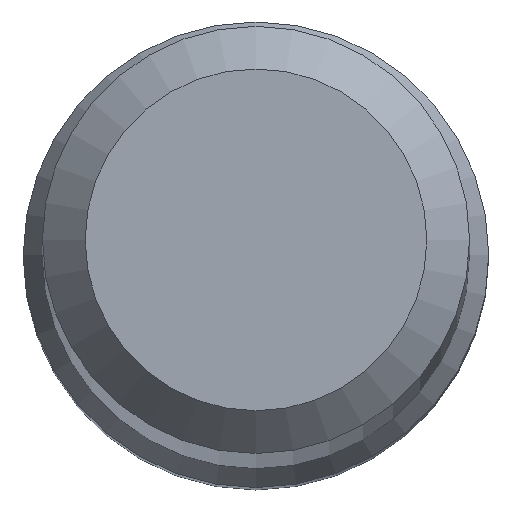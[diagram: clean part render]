
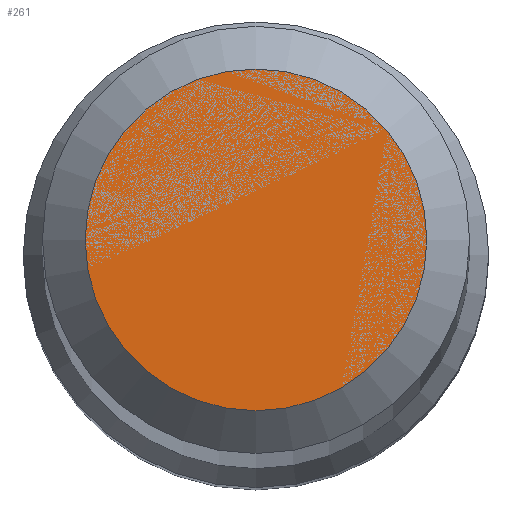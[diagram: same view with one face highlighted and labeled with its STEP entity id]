
A CAD part, top view. The second image highlights one B-rep face of the part: STEP entity #261.
In plain terms, the highlighted planar face has unit normal (0, 0, 1).
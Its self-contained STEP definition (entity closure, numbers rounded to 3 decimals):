
#32 = VERTEX_POINT ( 'NONE', #75 ) ;
#35 = CIRCLE ( 'NONE', #212, 1.2 ) ;
#42 = DIRECTION ( 'NONE',  ( 0., 0., -1. ) ) ;
#66 = DIRECTION ( 'NONE',  ( 0., 0., -1. ) ) ;
#68 = FACE_OUTER_BOUND ( 'NONE', #100, .T. ) ;
#75 = CARTESIAN_POINT ( 'NONE',  ( 0., 1.2, 70. ) ) ;
#98 = CARTESIAN_POINT ( 'NONE',  ( 0., 0., 70. ) ) ;
#100 = EDGE_LOOP ( 'NONE', ( #240 ) ) ;
#121 = DIRECTION ( 'NONE',  ( 0., 1., 0. ) ) ;
#212 = AXIS2_PLACEMENT_3D ( 'NONE', #286, #42, #121 ) ;
#236 = DIRECTION ( 'NONE',  ( 0., 1., 0. ) ) ;
#240 = ORIENTED_EDGE ( 'NONE', *, *, #257, .F. ) ;
#257 = EDGE_CURVE ( 'NONE', #32, #32, #35, .T. ) ;
#261 = ADVANCED_FACE ( 'NONE', ( #68 ), #264, .F. ) ;
#264 = PLANE ( 'NONE',  #280 ) ;
#280 = AXIS2_PLACEMENT_3D ( 'NONE', #98, #66, #236 ) ;
#286 = CARTESIAN_POINT ( 'NONE',  ( 0., 0., 70. ) ) ;
